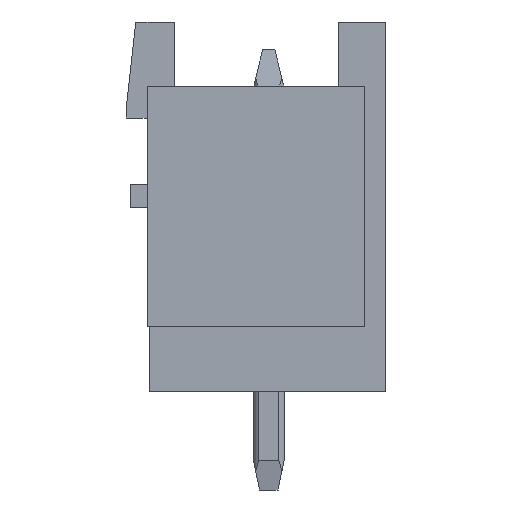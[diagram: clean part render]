
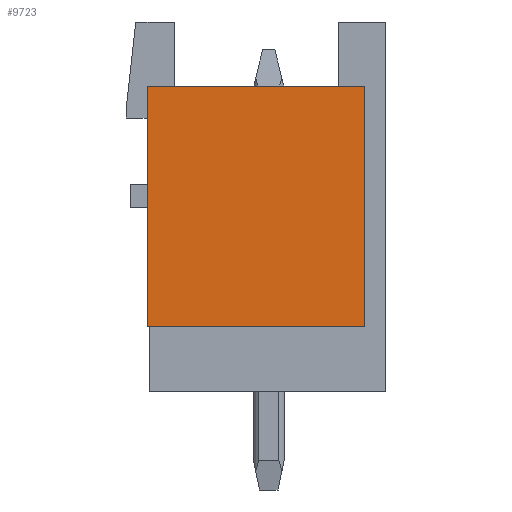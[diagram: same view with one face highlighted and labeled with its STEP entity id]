
A CAD part, left-side view. The second image highlights one B-rep face of the part: STEP entity #9723.
In plain terms, the highlighted planar face has unit normal (-1, 0, 0).
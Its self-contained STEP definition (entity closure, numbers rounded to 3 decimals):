
#9696=AXIS2_PLACEMENT_3D('Plane Axis2P3D',#9693,#9694,#9695) ;
#9671=CARTESIAN_POINT('Vertex',(0.,7.75,13.1)) ;
#9674=CARTESIAN_POINT('Line Origine',(0.,4.225,13.1)) ;
#9678=CARTESIAN_POINT('Vertex',(0.,0.7,13.1)) ;
#9693=CARTESIAN_POINT('Axis2P3D Location',(0.,7.75,5.3)) ;
#9698=CARTESIAN_POINT('Line Origine',(0.,7.75,9.2)) ;
#9702=CARTESIAN_POINT('Vertex',(0.,7.75,5.3)) ;
#9705=CARTESIAN_POINT('Line Origine',(0.,4.225,5.3)) ;
#9709=CARTESIAN_POINT('Vertex',(0.,0.7,5.3)) ;
#9712=CARTESIAN_POINT('Line Origine',(0.,0.7,9.2)) ;
#9675=DIRECTION('Vector Direction',(0.,-1.,0.)) ;
#9694=DIRECTION('Axis2P3D Direction',(1.,0.,0.)) ;
#9695=DIRECTION('Axis2P3D XDirection',(0.,0.,1.)) ;
#9699=DIRECTION('Vector Direction',(0.,0.,1.)) ;
#9706=DIRECTION('Vector Direction',(0.,-1.,0.)) ;
#9713=DIRECTION('Vector Direction',(0.,0.,1.)) ;
#9676=VECTOR('Line Direction',#9675,1.) ;
#9700=VECTOR('Line Direction',#9699,1.) ;
#9707=VECTOR('Line Direction',#9706,1.) ;
#9714=VECTOR('Line Direction',#9713,1.) ;
#9718=ORIENTED_EDGE('',*,*,#9680,.F.) ;
#9719=ORIENTED_EDGE('',*,*,#9704,.T.) ;
#9720=ORIENTED_EDGE('',*,*,#9711,.T.) ;
#9721=ORIENTED_EDGE('',*,*,#9716,.F.) ;
#9723=ADVANCED_FACE('HOUSING',(#9722),#9697,.F.) ;
#9680=EDGE_CURVE('',#9672,#9679,#9677,.T.) ;
#9704=EDGE_CURVE('',#9672,#9703,#9701,.F.) ;
#9711=EDGE_CURVE('',#9703,#9710,#9708,.T.) ;
#9716=EDGE_CURVE('',#9679,#9710,#9715,.F.) ;
#9717=EDGE_LOOP('',(#9718,#9719,#9720,#9721)) ;
#9722=FACE_OUTER_BOUND('',#9717,.T.) ;
#9677=LINE('Line',#9674,#9676) ;
#9701=LINE('Line',#9698,#9700) ;
#9708=LINE('Line',#9705,#9707) ;
#9715=LINE('Line',#9712,#9714) ;
#9697=PLANE('',#9696) ;
#9672=VERTEX_POINT('',#9671) ;
#9679=VERTEX_POINT('',#9678) ;
#9703=VERTEX_POINT('',#9702) ;
#9710=VERTEX_POINT('',#9709) ;
